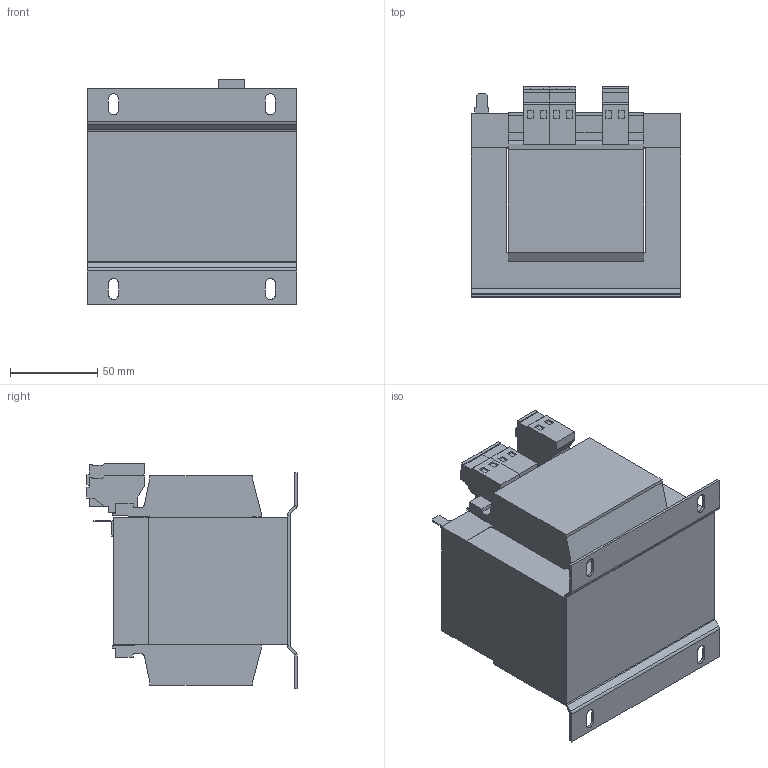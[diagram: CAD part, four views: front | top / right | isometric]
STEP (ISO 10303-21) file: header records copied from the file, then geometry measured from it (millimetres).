
FILE_DESCRIPTION (( 'STEP AP214' ), '1' );
FILE_NAME ('227709.STEP', '2023-08-15T13:46:28', ( '' ), ( '' ), 'SwSTEP 2.0', 'SolidWorks 2018', '' );
FILE_SCHEMA (( 'AUTOMOTIVE_DESIGN' ));
Length unit declared in the file: millimetre
Products named in the file (1): 227709
Bounding box: 120.05 x 120.6 x 129.3 mm (x, y, z)
Volume: 1160864.2 mm3; surface area: 119984.2 mm2
Topology: 1 solids, 1 shells, 248 faces, 636 edges, 400 vertices
Faces by surface type: plane 214, cylinder 34
Entity records: 7390 total; most frequent: CARTESIAN_POINT 1285, ORIENTED_EDGE 1272, DIRECTION 1202, EDGE_CURVE 636, VECTOR 568, LINE 568, VERTEX_POINT 400, AXIS2_PLACEMENT_3D 317
